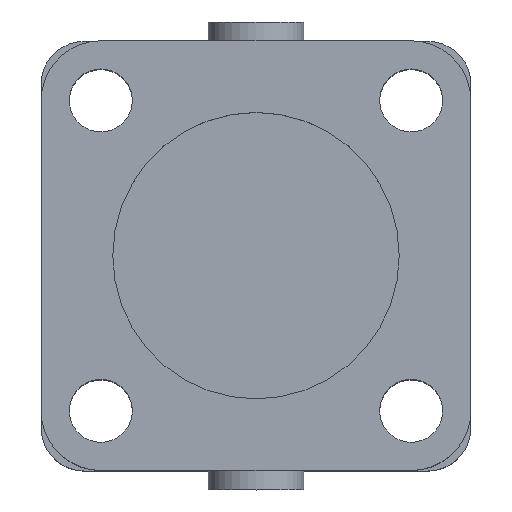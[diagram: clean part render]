
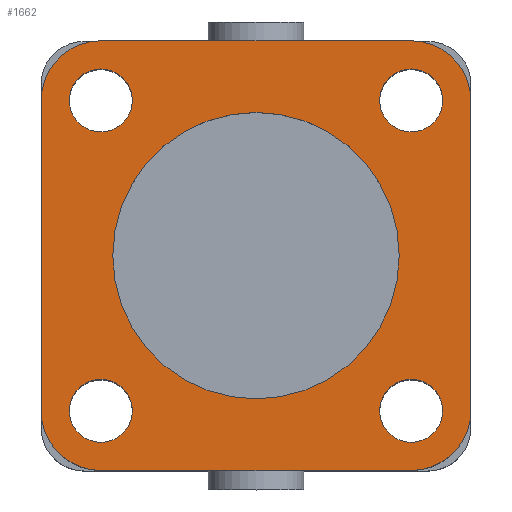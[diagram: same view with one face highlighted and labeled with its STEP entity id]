
A CAD part, top view. The second image highlights one B-rep face of the part: STEP entity #1662.
In plain terms, the highlighted face is planar.
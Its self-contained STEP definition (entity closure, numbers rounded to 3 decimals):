
#1492=CARTESIAN_POINT('',(16.25,-22.5,0.0));
#1493=VERTEX_POINT('',#1492);
#1500=CARTESIAN_POINT('',(22.5,-16.25,0.0));
#1501=VERTEX_POINT('',#1500);
#1502=CARTESIAN_POINT('',(16.25,-16.25,0.0));
#1503=DIRECTION('',(0.0,0.0,1.));
#1504=DIRECTION('',(0.707,-0.707,0.0));
#1505=AXIS2_PLACEMENT_3D('',#1502,#1503,#1504);
#1506=CIRCLE('',#1505,6.25);
#1507=EDGE_CURVE('',#1493,#1501,#1506,.T.);
#1524=CARTESIAN_POINT('',(22.5,16.25,0.0));
#1525=VERTEX_POINT('',#1524);
#1526=CARTESIAN_POINT('',(22.5,16.25,0.0));
#1527=DIRECTION('',(0.0,-1.0,0.0));
#1528=VECTOR('',#1527,32.5);
#1529=LINE('',#1526,#1528);
#1530=EDGE_CURVE('',#1525,#1501,#1529,.T.);
#1549=CARTESIAN_POINT('',(0.0,0.,0.0));
#1550=DIRECTION('',(0.0,0.0,1.0));
#1551=DIRECTION('',(1.0,0.0,0.0));
#1552=AXIS2_PLACEMENT_3D('',#1549,#1550,#1551);
#1553=PLANE('',#1552);
#1554=ORIENTED_EDGE('',*,*,#1507,.F.);
#1555=CARTESIAN_POINT('',(-16.25,-22.5,0.0));
#1556=VERTEX_POINT('',#1555);
#1557=CARTESIAN_POINT('',(16.25,-22.5,0.0));
#1558=DIRECTION('',(-1.0,0.0,0.0));
#1559=VECTOR('',#1558,32.5);
#1560=LINE('',#1557,#1559);
#1561=EDGE_CURVE('',#1493,#1556,#1560,.T.);
#1562=ORIENTED_EDGE('',*,*,#1561,.T.);
#1563=CARTESIAN_POINT('',(-22.5,-16.25,0.0));
#1564=VERTEX_POINT('',#1563);
#1565=CARTESIAN_POINT('',(-16.25,-16.25,0.0));
#1566=DIRECTION('',(0.0,0.0,1.));
#1567=DIRECTION('',(-0.707,-0.707,0.0));
#1568=AXIS2_PLACEMENT_3D('',#1565,#1566,#1567);
#1569=CIRCLE('',#1568,6.25);
#1570=EDGE_CURVE('',#1564,#1556,#1569,.T.);
#1571=ORIENTED_EDGE('',*,*,#1570,.F.);
#1572=CARTESIAN_POINT('',(-22.5,16.25,0.0));
#1573=VERTEX_POINT('',#1572);
#1574=CARTESIAN_POINT('',(-22.5,-16.25,0.0));
#1575=DIRECTION('',(0.0,1.0,0.0));
#1576=VECTOR('',#1575,32.5);
#1577=LINE('',#1574,#1576);
#1578=EDGE_CURVE('',#1564,#1573,#1577,.T.);
#1579=ORIENTED_EDGE('',*,*,#1578,.T.);
#1580=CARTESIAN_POINT('',(-16.25,22.5,0.0));
#1581=VERTEX_POINT('',#1580);
#1582=CARTESIAN_POINT('',(-16.25,16.25,0.0));
#1583=DIRECTION('',(0.0,0.0,1.));
#1584=DIRECTION('',(-0.707,0.707,0.0));
#1585=AXIS2_PLACEMENT_3D('',#1582,#1583,#1584);
#1586=CIRCLE('',#1585,6.25);
#1587=EDGE_CURVE('',#1581,#1573,#1586,.T.);
#1588=ORIENTED_EDGE('',*,*,#1587,.F.);
#1589=CARTESIAN_POINT('',(16.25,22.5,0.0));
#1590=VERTEX_POINT('',#1589);
#1591=CARTESIAN_POINT('',(-16.25,22.5,0.0));
#1592=DIRECTION('',(1.0,0.0,0.0));
#1593=VECTOR('',#1592,32.5);
#1594=LINE('',#1591,#1593);
#1595=EDGE_CURVE('',#1581,#1590,#1594,.T.);
#1596=ORIENTED_EDGE('',*,*,#1595,.T.);
#1597=CARTESIAN_POINT('',(16.25,16.25,0.0));
#1598=DIRECTION('',(0.0,0.0,1.));
#1599=DIRECTION('',(0.707,0.707,0.0));
#1600=AXIS2_PLACEMENT_3D('',#1597,#1598,#1599);
#1601=CIRCLE('',#1600,6.25);
#1602=EDGE_CURVE('',#1525,#1590,#1601,.T.);
#1603=ORIENTED_EDGE('',*,*,#1602,.F.);
#1604=ORIENTED_EDGE('',*,*,#1530,.T.);
#1605=EDGE_LOOP('',(#1554,#1562,#1571,#1579,#1588,#1596,#1603,#1604));
#1606=FACE_OUTER_BOUND('',#1605,.T.);
#1607=CARTESIAN_POINT('',(12.95,16.25,0.0));
#1608=VERTEX_POINT('',#1607);
#1609=CARTESIAN_POINT('',(16.25,16.25,0.0));
#1610=DIRECTION('',(0.0,0.0,1.0));
#1611=DIRECTION('',(1.0,0.0,0.0));
#1612=AXIS2_PLACEMENT_3D('',#1609,#1610,#1611);
#1613=CIRCLE('',#1612,3.3);
#1614=EDGE_CURVE('',#1608,#1608,#1613,.T.);
#1615=ORIENTED_EDGE('',*,*,#1614,.T.);
#1616=EDGE_LOOP('',(#1615));
#1617=FACE_BOUND('',#1616,.T.);
#1618=CARTESIAN_POINT('',(-19.55,-16.25,0.0));
#1619=VERTEX_POINT('',#1618);
#1620=CARTESIAN_POINT('',(-16.25,-16.25,0.0));
#1621=DIRECTION('',(0.0,0.0,1.0));
#1622=DIRECTION('',(1.0,0.0,0.0));
#1623=AXIS2_PLACEMENT_3D('',#1620,#1621,#1622);
#1624=CIRCLE('',#1623,3.3);
#1625=EDGE_CURVE('',#1619,#1619,#1624,.T.);
#1626=ORIENTED_EDGE('',*,*,#1625,.T.);
#1627=EDGE_LOOP('',(#1626));
#1628=FACE_BOUND('',#1627,.T.);
#1629=CARTESIAN_POINT('',(-19.55,16.25,0.0));
#1630=VERTEX_POINT('',#1629);
#1631=CARTESIAN_POINT('',(-16.25,16.25,0.0));
#1632=DIRECTION('',(0.0,0.0,1.0));
#1633=DIRECTION('',(1.0,0.0,0.0));
#1634=AXIS2_PLACEMENT_3D('',#1631,#1632,#1633);
#1635=CIRCLE('',#1634,3.3);
#1636=EDGE_CURVE('',#1630,#1630,#1635,.T.);
#1637=ORIENTED_EDGE('',*,*,#1636,.T.);
#1638=EDGE_LOOP('',(#1637));
#1639=FACE_BOUND('',#1638,.T.);
#1640=CARTESIAN_POINT('',(12.95,-16.25,0.0));
#1641=VERTEX_POINT('',#1640);
#1642=CARTESIAN_POINT('',(16.25,-16.25,0.0));
#1643=DIRECTION('',(0.0,0.0,1.0));
#1644=DIRECTION('',(1.0,0.0,0.0));
#1645=AXIS2_PLACEMENT_3D('',#1642,#1643,#1644);
#1646=CIRCLE('',#1645,3.3);
#1647=EDGE_CURVE('',#1641,#1641,#1646,.T.);
#1648=ORIENTED_EDGE('',*,*,#1647,.T.);
#1649=EDGE_LOOP('',(#1648));
#1650=FACE_BOUND('',#1649,.T.);
#1651=CARTESIAN_POINT('',(-15.0,0.0,0.0));
#1652=VERTEX_POINT('',#1651);
#1653=CARTESIAN_POINT('',(0.0,0.0,0.0));
#1654=DIRECTION('',(0.0,0.0,1.0));
#1655=DIRECTION('',(-1.0,0.0,0.0));
#1656=AXIS2_PLACEMENT_3D('',#1653,#1654,#1655);
#1657=CIRCLE('',#1656,15.0);
#1658=EDGE_CURVE('',#1652,#1652,#1657,.T.);
#1659=ORIENTED_EDGE('',*,*,#1658,.T.);
#1660=EDGE_LOOP('',(#1659));
#1661=FACE_BOUND('',#1660,.T.);
#1662=ADVANCED_FACE('',(#1606,#1617,#1628,#1639,#1650,#1661),#1553,.F.);
